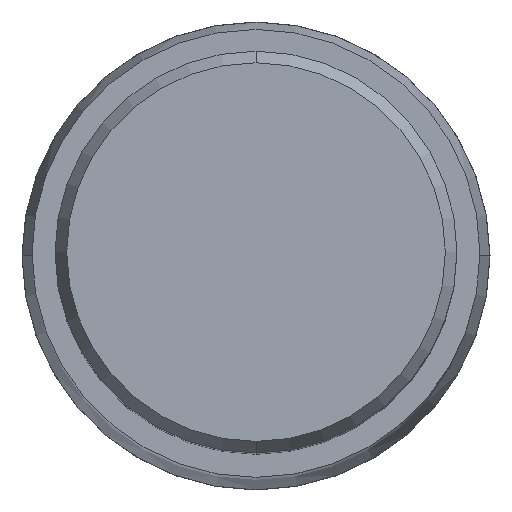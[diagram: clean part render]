
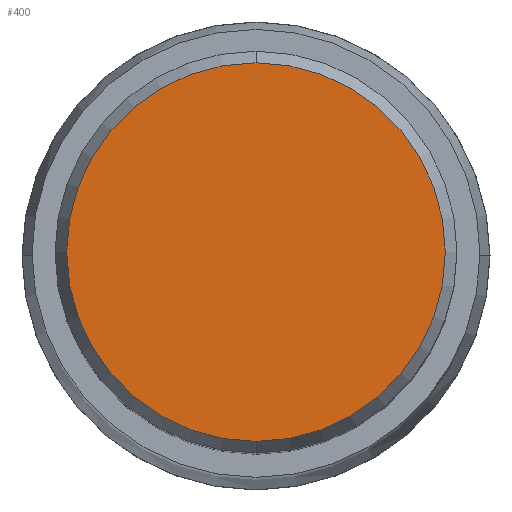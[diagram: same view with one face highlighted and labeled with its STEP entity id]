
A CAD part, top view. The second image highlights one B-rep face of the part: STEP entity #400.
In plain terms, the highlighted planar face has unit normal (0, 0, 1).
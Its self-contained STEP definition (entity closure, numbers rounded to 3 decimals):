
#262=EDGE_CURVE('',#484,#334,#606,.T.);
#334=VERTEX_POINT('',#685);
#354=EDGE_CURVE('',#334,#484,#709,.T.);
#400=ADVANCED_FACE('',(#757),#758,.T.);
#484=VERTEX_POINT('',#846);
#606=CIRCLE('',#980,14.958);
#685=CARTESIAN_POINT('',(0.0,14.958,0.));
#709=CIRCLE('',#1110,14.958);
#757=FACE_OUTER_BOUND('',#1172,.T.);
#758=PLANE('',#1173);
#846=CARTESIAN_POINT('',(0.,-14.958,0.));
#980=AXIS2_PLACEMENT_3D('',#1454,#1455,#1456);
#1110=AXIS2_PLACEMENT_3D('',#1613,#1614,#1615);
#1172=EDGE_LOOP('',(#1661,#1662));
#1173=AXIS2_PLACEMENT_3D('',#1663,#1664,#1665);
#1454=CARTESIAN_POINT('',(0.0,0.0,0.));
#1455=DIRECTION('',(0.0,0.0,-1.0));
#1456=DIRECTION('',(0.0,1.0,0.0));
#1613=CARTESIAN_POINT('',(0.0,0.0,0.));
#1614=DIRECTION('',(0.0,0.0,-1.0));
#1615=DIRECTION('',(0.0,1.0,0.0));
#1661=ORIENTED_EDGE('',*,*,#354,.F.);
#1662=ORIENTED_EDGE('',*,*,#262,.F.);
#1663=CARTESIAN_POINT('',(0.0,7.479,0.));
#1664=DIRECTION('',(-0.0,0.0,1.0));
#1665=DIRECTION('',(0.0,-1.0,0.0));
